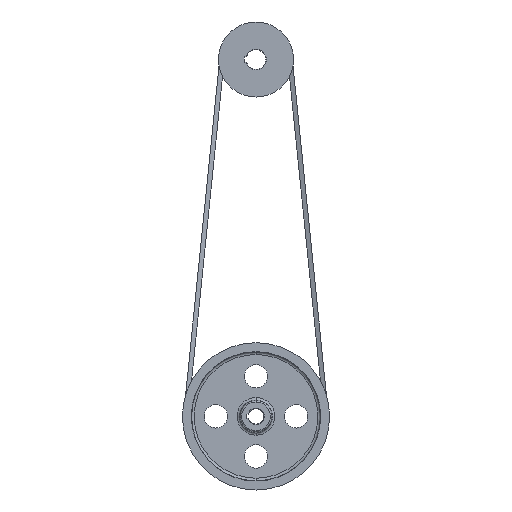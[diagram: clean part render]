
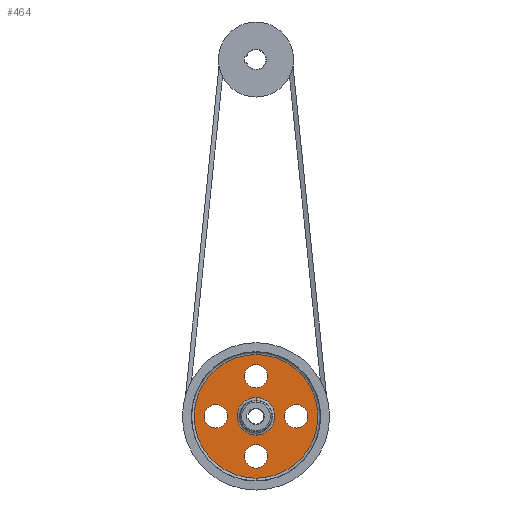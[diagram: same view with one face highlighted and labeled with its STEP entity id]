
A CAD part, left-side view. The second image highlights one B-rep face of the part: STEP entity #464.
In plain terms, the highlighted planar face has unit normal (-1, 0, 0).
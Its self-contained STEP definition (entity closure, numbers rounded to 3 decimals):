
#176 = DIRECTION ( 'NONE',  ( 0., 0., -1. ) ) ;
#197 = DIRECTION ( 'NONE',  ( 0., 0., -1. ) ) ;
#211 = DIRECTION ( 'NONE',  ( 1., 0., 0. ) ) ;
#249 = CIRCLE ( 'NONE', #807, 22.65 ) ;
#254 = CARTESIAN_POINT ( 'NONE',  ( 16., 0., 0. ) ) ;
#329 = VERTEX_POINT ( 'NONE', #3792 ) ;
#374 = DIRECTION ( 'NONE',  ( 0., 0., -1. ) ) ;
#396 = CARTESIAN_POINT ( 'NONE',  ( 16., 0., 77.65 ) ) ;
#411 = DIRECTION ( 'NONE',  ( -1., 0., 0. ) ) ;
#448 = CARTESIAN_POINT ( 'NONE',  ( 16., 0., 36.506 ) ) ;
#464 = ADVANCED_FACE ( 'NONE', ( #2363, #1498, #3605, #2708, #3583, #861 ), #1478, .F. ) ;
#477 = CIRCLE ( 'NONE', #3199, 22.65 ) ;
#532 = ORIENTED_EDGE ( 'NONE', *, *, #1475, .F. ) ;
#704 = AXIS2_PLACEMENT_3D ( 'NONE', #3178, #211, #2963 ) ;
#713 = EDGE_CURVE ( 'NONE', #1965, #1918, #2134, .T. ) ;
#715 = EDGE_LOOP ( 'NONE', ( #870, #3842 ) ) ;
#716 = CARTESIAN_POINT ( 'NONE',  ( 16., 0., -119.856 ) ) ;
#757 = AXIS2_PLACEMENT_3D ( 'NONE', #254, #2904, #1980 ) ;
#807 = AXIS2_PLACEMENT_3D ( 'NONE', #2706, #2139, #3919 ) ;
#814 = EDGE_CURVE ( 'NONE', #956, #2249, #1182, .T. ) ;
#861 = FACE_BOUND ( 'NONE', #2389, .T. ) ;
#870 = ORIENTED_EDGE ( 'NONE', *, *, #3261, .F. ) ;
#872 = CARTESIAN_POINT ( 'NONE',  ( 16., -77.65, 0. ) ) ;
#883 = DIRECTION ( 'NONE',  ( 0., 0., -1. ) ) ;
#933 = ORIENTED_EDGE ( 'NONE', *, *, #3123, .T. ) ;
#956 = VERTEX_POINT ( 'NONE', #3070 ) ;
#978 = VERTEX_POINT ( 'NONE', #2919 ) ;
#1086 = DIRECTION ( 'NONE',  ( -1., 0., 0. ) ) ;
#1161 = VERTEX_POINT ( 'NONE', #2620 ) ;
#1182 = CIRCLE ( 'NONE', #2518, 22.65 ) ;
#1239 = AXIS2_PLACEMENT_3D ( 'NONE', #396, #2255, #2511 ) ;
#1334 = ORIENTED_EDGE ( 'NONE', *, *, #2704, .F. ) ;
#1392 = CARTESIAN_POINT ( 'NONE',  ( 16., 77.65, -22.65 ) ) ;
#1446 = DIRECTION ( 'NONE',  ( 0., 0., -1. ) ) ;
#1475 = EDGE_CURVE ( 'NONE', #2249, #956, #3697, .T. ) ;
#1478 = PLANE ( 'NONE',  #2524 ) ;
#1498 = FACE_OUTER_BOUND ( 'NONE', #3318, .T. ) ;
#1556 = CIRCLE ( 'NONE', #3200, 119.856 ) ;
#1668 = ORIENTED_EDGE ( 'NONE', *, *, #713, .F. ) ;
#1672 = ORIENTED_EDGE ( 'NONE', *, *, #2254, .F. ) ;
#1677 = CARTESIAN_POINT ( 'NONE',  ( 16., 0., -77.65 ) ) ;
#1721 = ORIENTED_EDGE ( 'NONE', *, *, #2155, .T. ) ;
#1755 = CARTESIAN_POINT ( 'NONE',  ( 16., -77.65, 0. ) ) ;
#1771 = AXIS2_PLACEMENT_3D ( 'NONE', #3201, #3282, #1772 ) ;
#1772 = DIRECTION ( 'NONE',  ( 0., 0., -1. ) ) ;
#1825 = EDGE_LOOP ( 'NONE', ( #1668, #1334 ) ) ;
#1850 = AXIS2_PLACEMENT_3D ( 'NONE', #1755, #2614, #197 ) ;
#1918 = VERTEX_POINT ( 'NONE', #2063 ) ;
#1939 = EDGE_CURVE ( 'NONE', #2885, #2655, #1556, .T. ) ;
#1965 = VERTEX_POINT ( 'NONE', #2945 ) ;
#1973 = EDGE_LOOP ( 'NONE', ( #933, #1721 ) ) ;
#1980 = DIRECTION ( 'NONE',  ( 0., 0., -1. ) ) ;
#2063 = CARTESIAN_POINT ( 'NONE',  ( 16., 0., -100.3 ) ) ;
#2132 = EDGE_LOOP ( 'NONE', ( #532, #3896 ) ) ;
#2134 = CIRCLE ( 'NONE', #3723, 22.65 ) ;
#2139 = DIRECTION ( 'NONE',  ( -1., 0., 0. ) ) ;
#2155 = EDGE_CURVE ( 'NONE', #2327, #329, #3588, .T. ) ;
#2218 = CARTESIAN_POINT ( 'NONE',  ( 16., 0., 100.3 ) ) ;
#2233 = EDGE_CURVE ( 'NONE', #2480, #1161, #3019, .T. ) ;
#2249 = VERTEX_POINT ( 'NONE', #3740 ) ;
#2254 = EDGE_CURVE ( 'NONE', #978, #3057, #2441, .T. ) ;
#2255 = DIRECTION ( 'NONE',  ( -1., 0., 0. ) ) ;
#2327 = VERTEX_POINT ( 'NONE', #448 ) ;
#2363 = FACE_BOUND ( 'NONE', #1973, .T. ) ;
#2386 = CARTESIAN_POINT ( 'NONE',  ( 16., 0., 0. ) ) ;
#2389 = EDGE_LOOP ( 'NONE', ( #3849, #1672 ) ) ;
#2412 = ORIENTED_EDGE ( 'NONE', *, *, #1939, .T. ) ;
#2441 = CIRCLE ( 'NONE', #1239, 22.65 ) ;
#2480 = VERTEX_POINT ( 'NONE', #1392 ) ;
#2492 = CARTESIAN_POINT ( 'NONE',  ( 16., 77.65, 0. ) ) ;
#2511 = DIRECTION ( 'NONE',  ( 0., 0., -1. ) ) ;
#2518 = AXIS2_PLACEMENT_3D ( 'NONE', #872, #3911, #3377 ) ;
#2524 = AXIS2_PLACEMENT_3D ( 'NONE', #2687, #3921, #3243 ) ;
#2598 = DIRECTION ( 'NONE',  ( -1., 0., 0. ) ) ;
#2614 = DIRECTION ( 'NONE',  ( -1., 0., 0. ) ) ;
#2620 = CARTESIAN_POINT ( 'NONE',  ( 16., 77.65, 22.65 ) ) ;
#2627 = CARTESIAN_POINT ( 'NONE',  ( 16., 0., 0. ) ) ;
#2655 = VERTEX_POINT ( 'NONE', #716 ) ;
#2678 = CARTESIAN_POINT ( 'NONE',  ( 16., 0., 119.856 ) ) ;
#2687 = CARTESIAN_POINT ( 'NONE',  ( 16., 31.925, 0. ) ) ;
#2704 = EDGE_CURVE ( 'NONE', #1918, #1965, #477, .T. ) ;
#2706 = CARTESIAN_POINT ( 'NONE',  ( 16., 0., 77.65 ) ) ;
#2708 = FACE_BOUND ( 'NONE', #1825, .T. ) ;
#2846 = CIRCLE ( 'NONE', #1771, 22.65 ) ;
#2885 = VERTEX_POINT ( 'NONE', #2678 ) ;
#2904 = DIRECTION ( 'NONE',  ( -1., 0., 0. ) ) ;
#2915 = CIRCLE ( 'NONE', #757, 119.856 ) ;
#2919 = CARTESIAN_POINT ( 'NONE',  ( 16., 0., 55. ) ) ;
#2945 = CARTESIAN_POINT ( 'NONE',  ( 16., 0., -55. ) ) ;
#2963 = DIRECTION ( 'NONE',  ( 0., 0., -1. ) ) ;
#2974 = ORIENTED_EDGE ( 'NONE', *, *, #3161, .T. ) ;
#3019 = CIRCLE ( 'NONE', #3333, 22.65 ) ;
#3057 = VERTEX_POINT ( 'NONE', #2218 ) ;
#3070 = CARTESIAN_POINT ( 'NONE',  ( 16., -77.65, -22.65 ) ) ;
#3107 = CIRCLE ( 'NONE', #704, 36.506 ) ;
#3123 = EDGE_CURVE ( 'NONE', #329, #2327, #3107, .T. ) ;
#3131 = CARTESIAN_POINT ( 'NONE',  ( 16., 0., -77.65 ) ) ;
#3161 = EDGE_CURVE ( 'NONE', #2655, #2885, #2915, .T. ) ;
#3178 = CARTESIAN_POINT ( 'NONE',  ( 16., 0., 0. ) ) ;
#3199 = AXIS2_PLACEMENT_3D ( 'NONE', #3131, #1086, #176 ) ;
#3200 = AXIS2_PLACEMENT_3D ( 'NONE', #2627, #3840, #3526 ) ;
#3201 = CARTESIAN_POINT ( 'NONE',  ( 16., 77.65, 0. ) ) ;
#3243 = DIRECTION ( 'NONE',  ( 0., 0., -1. ) ) ;
#3261 = EDGE_CURVE ( 'NONE', #1161, #2480, #2846, .T. ) ;
#3282 = DIRECTION ( 'NONE',  ( -1., 0., 0. ) ) ;
#3318 = EDGE_LOOP ( 'NONE', ( #2974, #2412 ) ) ;
#3323 = DIRECTION ( 'NONE',  ( 1., 0., 0. ) ) ;
#3333 = AXIS2_PLACEMENT_3D ( 'NONE', #2492, #411, #374 ) ;
#3377 = DIRECTION ( 'NONE',  ( 0., 0., -1. ) ) ;
#3523 = AXIS2_PLACEMENT_3D ( 'NONE', #2386, #3323, #883 ) ;
#3526 = DIRECTION ( 'NONE',  ( 0., 0., -1. ) ) ;
#3583 = FACE_BOUND ( 'NONE', #2132, .T. ) ;
#3588 = CIRCLE ( 'NONE', #3523, 36.506 ) ;
#3605 = FACE_BOUND ( 'NONE', #715, .T. ) ;
#3697 = CIRCLE ( 'NONE', #1850, 22.65 ) ;
#3723 = AXIS2_PLACEMENT_3D ( 'NONE', #1677, #2598, #1446 ) ;
#3740 = CARTESIAN_POINT ( 'NONE',  ( 16., -77.65, 22.65 ) ) ;
#3792 = CARTESIAN_POINT ( 'NONE',  ( 16., 0., -36.506 ) ) ;
#3821 = EDGE_CURVE ( 'NONE', #3057, #978, #249, .T. ) ;
#3840 = DIRECTION ( 'NONE',  ( -1., 0., 0. ) ) ;
#3842 = ORIENTED_EDGE ( 'NONE', *, *, #2233, .F. ) ;
#3849 = ORIENTED_EDGE ( 'NONE', *, *, #3821, .F. ) ;
#3896 = ORIENTED_EDGE ( 'NONE', *, *, #814, .F. ) ;
#3911 = DIRECTION ( 'NONE',  ( -1., 0., 0. ) ) ;
#3919 = DIRECTION ( 'NONE',  ( 0., 0., -1. ) ) ;
#3921 = DIRECTION ( 'NONE',  ( 1., 0., 0. ) ) ;
